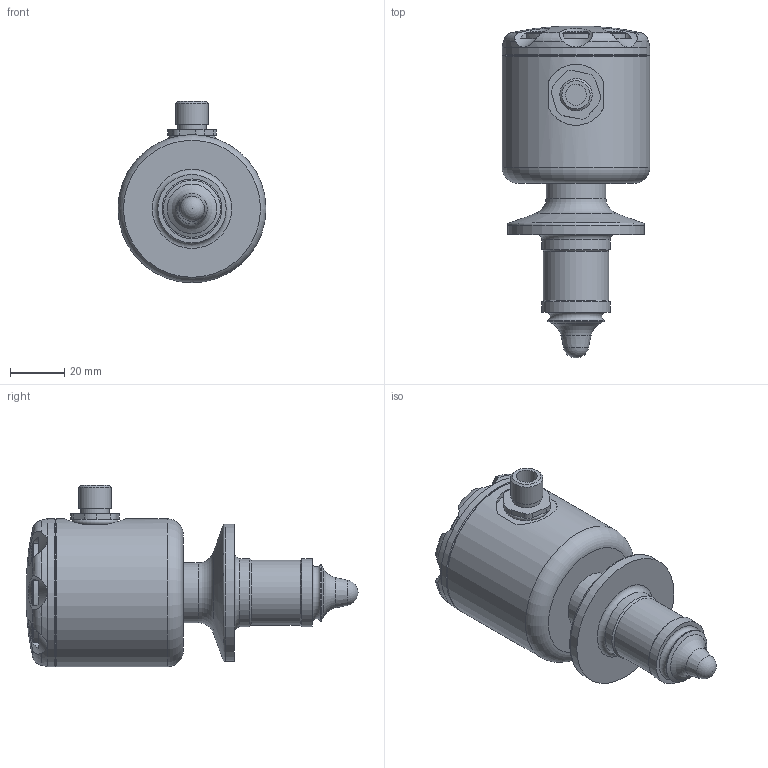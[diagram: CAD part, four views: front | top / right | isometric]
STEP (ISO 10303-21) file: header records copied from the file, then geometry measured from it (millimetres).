
FILE_DESCRIPTION( ( 'Unknown' ), '1' );
FILE_NAME( 'DN38 3A_M12_asm.stp', 'Unknown', ( 'Unknown' ), ( 'Unknown' ), 'PSStep 13.0', 'Unknown', ' ' );
FILE_SCHEMA( ( 'AUTOMOTIVE_DESIGN { 1 0 10303 214 1 1 1 1 }' ) );
Length unit declared in the file: millimetre
Products named in the file (1): 3031-049
Bounding box: 54.5 x 122.31 x 66.87 mm (x, y, z)
Surface area: 41176.4 mm2 (no closed solid volume)
Topology: 0 solids, 514 shells, 514 faces, 2771 edges, 2694 vertices
Faces by surface type: plane 386, cylinder 66, torus 39, cone 20, sphere 2, bspline 1
Full cylindrical faces by diameter (mm): 5.3 x2, 6.2 x1, 7.709 x1, 8 x1, 8.2 x2, 9.8 x2, 10.5 x1, 11.741 x1, 11.9 x1, 12 x1, 13.8 x2, 14 x1, 15.8 x1, 16 x1, 21 x2, 22 x1, 24 x1, 25.2 x2, 39.8 x1, 42.9 x2, 43 x1, 43.8 x1, 44 x1, 45.2 x1, 45.4 x1, 46 x2, 50.5 x1, 54.5 x2
Entity records: 33577 total; most frequent: CARTESIAN_POINT 9392, DIRECTION 4328, ORIENTED_EDGE 2638, EDGE_CURVE 2638, VERTEX_POINT 2638, AXIS2_PLACEMENT_3D 1454, LINE 1420, VECTOR 1420
